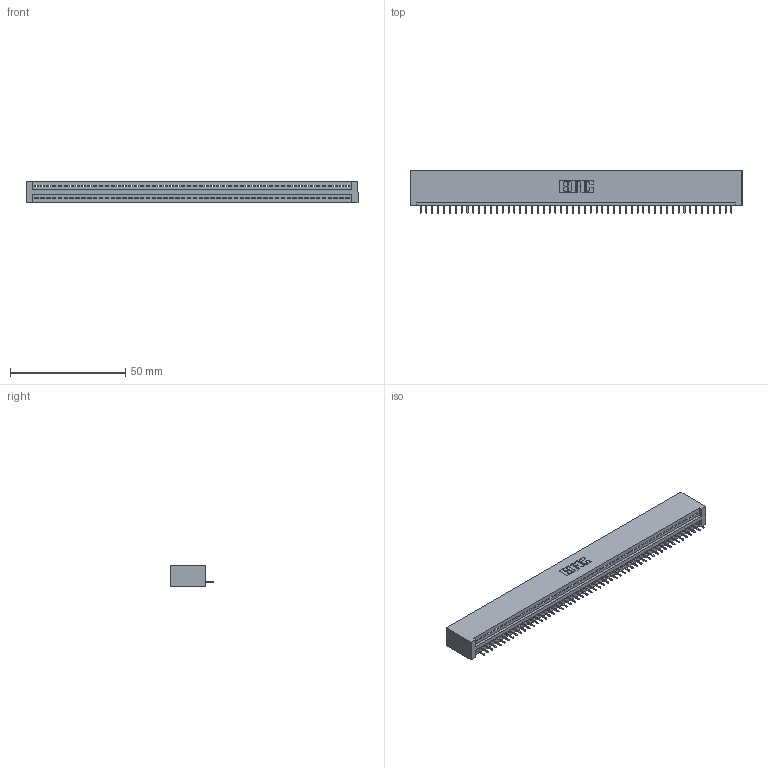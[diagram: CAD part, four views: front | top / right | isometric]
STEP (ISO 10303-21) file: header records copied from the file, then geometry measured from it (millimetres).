
FILE_DESCRIPTION (( 'STEP AP203' ), '1' );
FILE_NAME ('345-054-525-101.STEP', '2020-09-20T16:55:01', ( '' ), ( '' ), 'SwSTEP 2.0', 'SolidWorks 2020', '' );
FILE_SCHEMA (( 'CONFIG_CONTROL_DESIGN' ));
Length unit declared in the file: inch
Products named in the file (3): 345-054-525-101; 345 Part_No Mounting Lugs; 345-292-001_345-293-125
Assembly tree (55 placements, depth 2):
  345-054-525-101
    345 Part_No Mounting Lugs
    345-292-001_345-293-125  x54
Bounding box: 143.76 x 18.72 x 9.4 mm (x, y, z)
Volume: 14117 mm3; surface area: 18378.3 mm2
Topology: 55 solids, 55 shells, 3466 faces, 10037 edges, 6474 vertices
Faces by surface type: plane 2560, cylinder 906
Entity records: 38823 total; most frequent: CARTESIAN_POINT 6730, ORIENTED_EDGE 6718, DIRECTION 5855, EDGE_CURVE 3359, LINE 3023, VECTOR 3023, VERTEX_POINT 2234, AXIS2_PLACEMENT_3D 1416
